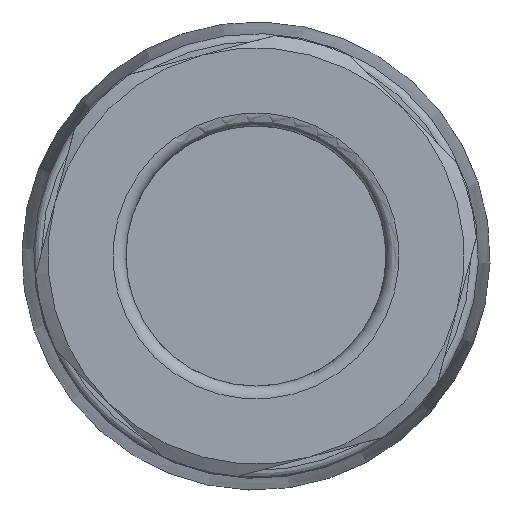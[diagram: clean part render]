
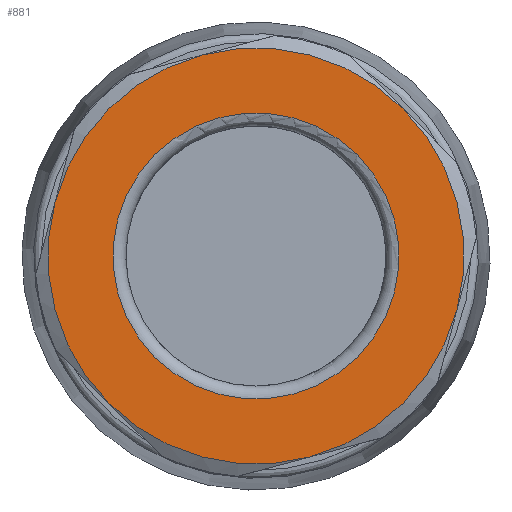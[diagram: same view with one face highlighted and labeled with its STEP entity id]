
A CAD part, front view. The second image highlights one B-rep face of the part: STEP entity #881.
In plain terms, the highlighted planar face has unit normal (0, -1, 0).
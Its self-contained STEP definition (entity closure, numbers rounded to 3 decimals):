
#881=ADVANCED_FACE('',(#1314,#1315),#991,.T.);
#991=PLANE('',#2700);
#1314=FACE_BOUND('',#1388,.T.);
#1315=FACE_BOUND('',#1389,.T.);
#1388=EDGE_LOOP('',(#1591));
#1389=EDGE_LOOP('',(#1592,#1593,#1594,#1595,#1596,#1597));
#1591=ORIENTED_EDGE('',*,*,#2330,.T.);
#1592=ORIENTED_EDGE('',*,*,#2301,.T.);
#1593=ORIENTED_EDGE('',*,*,#2303,.T.);
#1594=ORIENTED_EDGE('',*,*,#2311,.T.);
#1595=ORIENTED_EDGE('',*,*,#2315,.T.);
#1596=ORIENTED_EDGE('',*,*,#2321,.T.);
#1597=ORIENTED_EDGE('',*,*,#2327,.T.);
#2105=VERTEX_POINT('',#3508);
#2106=VERTEX_POINT('',#3510);
#2107=VERTEX_POINT('',#3517);
#2110=VERTEX_POINT('',#3541);
#2113=VERTEX_POINT('',#3551);
#2116=VERTEX_POINT('',#3568);
#2119=VERTEX_POINT('',#3595);
#2301=EDGE_CURVE('',#2106,#2105,#2569,.T.);
#2303=EDGE_CURVE('',#2105,#2107,#2570,.T.);
#2311=EDGE_CURVE('',#2107,#2110,#2572,.T.);
#2315=EDGE_CURVE('',#2110,#2113,#2574,.T.);
#2321=EDGE_CURVE('',#2113,#2116,#2576,.T.);
#2327=EDGE_CURVE('',#2116,#2106,#2578,.T.);
#2330=EDGE_CURVE('',#2119,#2119,#2579,.T.);
#2569=CIRCLE('',#2679,8.);
#2570=CIRCLE('',#2681,8.);
#2572=CIRCLE('',#2685,8.);
#2574=CIRCLE('',#2689,8.);
#2576=CIRCLE('',#2693,8.);
#2578=CIRCLE('',#2697,8.);
#2579=CIRCLE('',#2699,5.5);
#2679=AXIS2_PLACEMENT_3D('',#3509,#2925,#2926);
#2681=AXIS2_PLACEMENT_3D('',#3516,#2929,#2930);
#2685=AXIS2_PLACEMENT_3D('',#3542,#2939,#2940);
#2689=AXIS2_PLACEMENT_3D('',#3550,#2949,#2950);
#2693=AXIS2_PLACEMENT_3D('',#3567,#2959,#2960);
#2697=AXIS2_PLACEMENT_3D('',#3584,#2969,#2970);
#2699=AXIS2_PLACEMENT_3D('',#3594,#2973,#2974);
#2700=AXIS2_PLACEMENT_3D('',#3596,#2975,#2976);
#2925=DIRECTION('',(0.,-1.,0.));
#2926=DIRECTION('',(0.707,0.,-0.707));
#2929=DIRECTION('',(0.,-1.,0.));
#2930=DIRECTION('',(0.707,0.,-0.707));
#2939=DIRECTION('',(0.,-1.,0.));
#2940=DIRECTION('',(0.707,0.,-0.707));
#2949=DIRECTION('',(0.,-1.,0.));
#2950=DIRECTION('',(0.707,0.,-0.707));
#2959=DIRECTION('',(0.,-1.,0.));
#2960=DIRECTION('',(0.707,0.,-0.707));
#2969=DIRECTION('',(0.,-1.,0.));
#2970=DIRECTION('',(0.707,0.,-0.707));
#2973=DIRECTION('',(0.,1.,0.));
#2974=DIRECTION('',(0.707,0.,-0.707));
#2975=DIRECTION('',(0.,-1.,0.));
#2976=DIRECTION('',(0.707,0.,-0.707));
#3508=CARTESIAN_POINT('',(27.641,-76.,5.657));
#3509=CARTESIAN_POINT('',(21.985,-76.,0.));
#3510=CARTESIAN_POINT('',(29.712,-76.,-2.071));
#3516=CARTESIAN_POINT('',(21.985,-76.,0.));
#3517=CARTESIAN_POINT('',(19.914,-76.,7.727));
#3541=CARTESIAN_POINT('',(14.257,-76.,2.071));
#3542=CARTESIAN_POINT('',(21.985,-76.,0.));
#3550=CARTESIAN_POINT('',(21.985,-76.,0.));
#3551=CARTESIAN_POINT('',(16.328,-76.,-5.657));
#3567=CARTESIAN_POINT('',(21.985,-76.,0.));
#3568=CARTESIAN_POINT('',(24.055,-76.,-7.727));
#3584=CARTESIAN_POINT('',(21.985,-76.,0.));
#3594=CARTESIAN_POINT('',(21.985,-76.,0.));
#3595=CARTESIAN_POINT('',(25.874,-76.,-3.889));
#3596=CARTESIAN_POINT('',(15.974,-76.,6.01));
